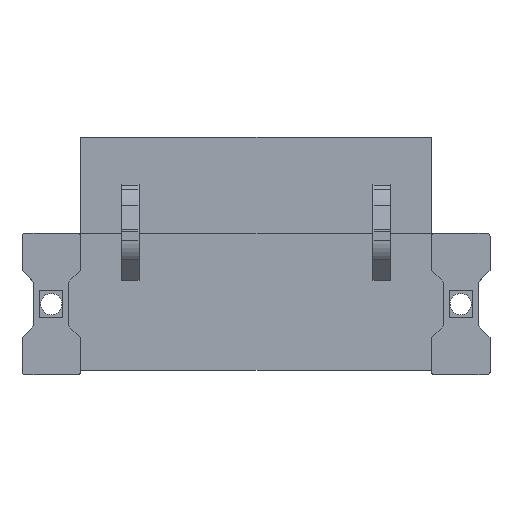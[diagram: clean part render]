
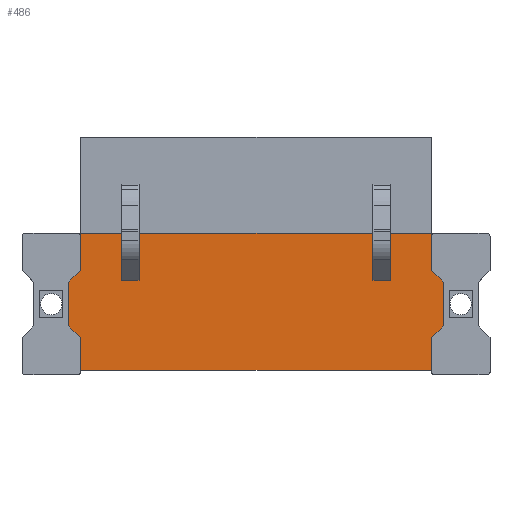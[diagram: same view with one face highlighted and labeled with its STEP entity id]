
A CAD part, top view. The second image highlights one B-rep face of the part: STEP entity #486.
In plain terms, the highlighted planar face has unit normal (0, 0, 1).
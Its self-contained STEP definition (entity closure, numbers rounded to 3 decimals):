
#320=AXIS2_PLACEMENT_3D('Plane Axis2P3D',#317,#318,#319) ;
#49=CARTESIAN_POINT('Vertex',(35.56,0.4,10.95)) ;
#52=CARTESIAN_POINT('Line Origine',(20.32,0.4,10.95)) ;
#56=CARTESIAN_POINT('Vertex',(5.08,0.4,10.95)) ;
#259=CARTESIAN_POINT('Line Origine',(5.08,12.175,10.95)) ;
#263=CARTESIAN_POINT('Vertex',(5.08,12.05,10.95)) ;
#265=CARTESIAN_POINT('Vertex',(5.08,12.3,10.95)) ;
#317=CARTESIAN_POINT('Axis2P3D Location',(5.08,0.4,10.95)) ;
#322=CARTESIAN_POINT('Line Origine',(5.08,10.57,10.95)) ;
#326=CARTESIAN_POINT('Vertex',(5.08,9.09,10.95)) ;
#329=CARTESIAN_POINT('Line Origine',(4.56,8.57,10.95)) ;
#333=CARTESIAN_POINT('Vertex',(4.04,8.05,10.95)) ;
#336=CARTESIAN_POINT('Line Origine',(4.04,6.15,10.95)) ;
#340=CARTESIAN_POINT('Vertex',(4.04,4.25,10.95)) ;
#343=CARTESIAN_POINT('Line Origine',(4.56,3.73,10.95)) ;
#347=CARTESIAN_POINT('Vertex',(5.08,3.21,10.95)) ;
#350=CARTESIAN_POINT('Line Origine',(5.08,1.805,10.95)) ;
#355=CARTESIAN_POINT('Line Origine',(35.56,1.805,10.95)) ;
#359=CARTESIAN_POINT('Vertex',(35.56,3.21,10.95)) ;
#362=CARTESIAN_POINT('Line Origine',(36.08,3.73,10.95)) ;
#366=CARTESIAN_POINT('Vertex',(36.6,4.25,10.95)) ;
#369=CARTESIAN_POINT('Line Origine',(36.6,6.15,10.95)) ;
#373=CARTESIAN_POINT('Vertex',(36.6,8.05,10.95)) ;
#376=CARTESIAN_POINT('Line Origine',(36.08,8.57,10.95)) ;
#380=CARTESIAN_POINT('Vertex',(35.56,9.09,10.95)) ;
#383=CARTESIAN_POINT('Line Origine',(35.56,10.57,10.95)) ;
#387=CARTESIAN_POINT('Vertex',(35.56,12.05,10.95)) ;
#390=CARTESIAN_POINT('Line Origine',(35.56,12.175,10.95)) ;
#394=CARTESIAN_POINT('Vertex',(35.56,12.3,10.95)) ;
#397=CARTESIAN_POINT('Line Origine',(20.32,12.3,10.95)) ;
#418=CARTESIAN_POINT('Line Origine',(31.23,12.269,10.95)) ;
#422=CARTESIAN_POINT('Vertex',(31.98,12.269,10.95)) ;
#424=CARTESIAN_POINT('Vertex',(30.48,12.269,10.95)) ;
#427=CARTESIAN_POINT('Line Origine',(31.98,10.234,10.95)) ;
#431=CARTESIAN_POINT('Vertex',(31.98,8.2,10.95)) ;
#434=CARTESIAN_POINT('Line Origine',(31.23,8.2,10.95)) ;
#438=CARTESIAN_POINT('Vertex',(30.48,8.2,10.95)) ;
#441=CARTESIAN_POINT('Line Origine',(30.48,10.234,10.95)) ;
#452=CARTESIAN_POINT('Line Origine',(10.16,10.234,10.95)) ;
#456=CARTESIAN_POINT('Vertex',(10.16,12.269,10.95)) ;
#458=CARTESIAN_POINT('Vertex',(10.16,8.2,10.95)) ;
#461=CARTESIAN_POINT('Line Origine',(9.41,8.2,10.95)) ;
#465=CARTESIAN_POINT('Vertex',(8.66,8.2,10.95)) ;
#468=CARTESIAN_POINT('Line Origine',(8.66,10.234,10.95)) ;
#472=CARTESIAN_POINT('Vertex',(8.66,12.269,10.95)) ;
#475=CARTESIAN_POINT('Line Origine',(9.41,12.269,10.95)) ;
#53=DIRECTION('Vector Direction',(1.,0.,0.)) ;
#260=DIRECTION('Vector Direction',(0.,1.,0.)) ;
#318=DIRECTION('Axis2P3D Direction',(0.,0.,1.)) ;
#319=DIRECTION('Axis2P3D XDirection',(1.,0.,0.)) ;
#323=DIRECTION('Vector Direction',(0.,1.,0.)) ;
#330=DIRECTION('Vector Direction',(-0.707,-0.707,0.)) ;
#337=DIRECTION('Vector Direction',(0.,-1.,0.)) ;
#344=DIRECTION('Vector Direction',(0.707,-0.707,0.)) ;
#351=DIRECTION('Vector Direction',(0.,1.,0.)) ;
#356=DIRECTION('Vector Direction',(0.,1.,0.)) ;
#363=DIRECTION('Vector Direction',(-0.707,-0.707,0.)) ;
#370=DIRECTION('Vector Direction',(0.,-1.,0.)) ;
#377=DIRECTION('Vector Direction',(0.707,-0.707,0.)) ;
#384=DIRECTION('Vector Direction',(0.,1.,0.)) ;
#391=DIRECTION('Vector Direction',(0.,1.,0.)) ;
#398=DIRECTION('Vector Direction',(1.,0.,0.)) ;
#419=DIRECTION('Vector Direction',(1.,0.,0.)) ;
#428=DIRECTION('Vector Direction',(0.,1.,0.)) ;
#435=DIRECTION('Vector Direction',(1.,0.,0.)) ;
#442=DIRECTION('Vector Direction',(0.,1.,0.)) ;
#453=DIRECTION('Vector Direction',(0.,1.,0.)) ;
#462=DIRECTION('Vector Direction',(1.,0.,0.)) ;
#469=DIRECTION('Vector Direction',(0.,1.,0.)) ;
#476=DIRECTION('Vector Direction',(1.,0.,0.)) ;
#54=VECTOR('Line Direction',#53,1.) ;
#261=VECTOR('Line Direction',#260,1.) ;
#324=VECTOR('Line Direction',#323,1.) ;
#331=VECTOR('Line Direction',#330,1.) ;
#338=VECTOR('Line Direction',#337,1.) ;
#345=VECTOR('Line Direction',#344,1.) ;
#352=VECTOR('Line Direction',#351,1.) ;
#357=VECTOR('Line Direction',#356,1.) ;
#364=VECTOR('Line Direction',#363,1.) ;
#371=VECTOR('Line Direction',#370,1.) ;
#378=VECTOR('Line Direction',#377,1.) ;
#385=VECTOR('Line Direction',#384,1.) ;
#392=VECTOR('Line Direction',#391,1.) ;
#399=VECTOR('Line Direction',#398,1.) ;
#420=VECTOR('Line Direction',#419,1.) ;
#429=VECTOR('Line Direction',#428,1.) ;
#436=VECTOR('Line Direction',#435,1.) ;
#443=VECTOR('Line Direction',#442,1.) ;
#454=VECTOR('Line Direction',#453,1.) ;
#463=VECTOR('Line Direction',#462,1.) ;
#470=VECTOR('Line Direction',#469,1.) ;
#477=VECTOR('Line Direction',#476,1.) ;
#403=ORIENTED_EDGE('',*,*,#267,.F.) ;
#404=ORIENTED_EDGE('',*,*,#328,.F.) ;
#405=ORIENTED_EDGE('',*,*,#335,.T.) ;
#406=ORIENTED_EDGE('',*,*,#342,.T.) ;
#407=ORIENTED_EDGE('',*,*,#349,.T.) ;
#408=ORIENTED_EDGE('',*,*,#354,.F.) ;
#409=ORIENTED_EDGE('',*,*,#58,.F.) ;
#410=ORIENTED_EDGE('',*,*,#361,.T.) ;
#411=ORIENTED_EDGE('',*,*,#368,.F.) ;
#412=ORIENTED_EDGE('',*,*,#375,.F.) ;
#413=ORIENTED_EDGE('',*,*,#382,.F.) ;
#414=ORIENTED_EDGE('',*,*,#389,.T.) ;
#415=ORIENTED_EDGE('',*,*,#396,.T.) ;
#416=ORIENTED_EDGE('',*,*,#401,.F.) ;
#447=ORIENTED_EDGE('',*,*,#426,.F.) ;
#448=ORIENTED_EDGE('',*,*,#433,.T.) ;
#449=ORIENTED_EDGE('',*,*,#440,.T.) ;
#450=ORIENTED_EDGE('',*,*,#445,.F.) ;
#481=ORIENTED_EDGE('',*,*,#460,.T.) ;
#482=ORIENTED_EDGE('',*,*,#467,.F.) ;
#483=ORIENTED_EDGE('',*,*,#474,.F.) ;
#484=ORIENTED_EDGE('',*,*,#479,.T.) ;
#451=FACE_BOUND('',#446,.T.) ;
#485=FACE_BOUND('',#480,.T.) ;
#486=ADVANCED_FACE('BLL5.08/06/90FI 3.2SN OR 1843790000',(#417,#451,#485),#321,.T.) ;
#58=EDGE_CURVE('',#50,#57,#55,.F.) ;
#267=EDGE_CURVE('',#264,#266,#262,.T.) ;
#328=EDGE_CURVE('',#327,#264,#325,.T.) ;
#335=EDGE_CURVE('',#327,#334,#332,.T.) ;
#342=EDGE_CURVE('',#334,#341,#339,.T.) ;
#349=EDGE_CURVE('',#341,#348,#346,.T.) ;
#354=EDGE_CURVE('',#57,#348,#353,.T.) ;
#361=EDGE_CURVE('',#50,#360,#358,.T.) ;
#368=EDGE_CURVE('',#367,#360,#365,.T.) ;
#375=EDGE_CURVE('',#374,#367,#372,.T.) ;
#382=EDGE_CURVE('',#381,#374,#379,.T.) ;
#389=EDGE_CURVE('',#381,#388,#386,.T.) ;
#396=EDGE_CURVE('',#388,#395,#393,.T.) ;
#401=EDGE_CURVE('',#266,#395,#400,.T.) ;
#426=EDGE_CURVE('',#423,#425,#421,.F.) ;
#433=EDGE_CURVE('',#423,#432,#430,.F.) ;
#440=EDGE_CURVE('',#432,#439,#437,.F.) ;
#445=EDGE_CURVE('',#425,#439,#444,.F.) ;
#460=EDGE_CURVE('',#457,#459,#455,.F.) ;
#467=EDGE_CURVE('',#466,#459,#464,.T.) ;
#474=EDGE_CURVE('',#473,#466,#471,.F.) ;
#479=EDGE_CURVE('',#473,#457,#478,.T.) ;
#402=EDGE_LOOP('',(#403,#404,#405,#406,#407,#408,#409,#410,#411,#412,#413,#414,#415,#416)) ;
#446=EDGE_LOOP('',(#447,#448,#449,#450)) ;
#480=EDGE_LOOP('',(#481,#482,#483,#484)) ;
#417=FACE_OUTER_BOUND('',#402,.T.) ;
#55=LINE('Line',#52,#54) ;
#262=LINE('Line',#259,#261) ;
#325=LINE('Line',#322,#324) ;
#332=LINE('Line',#329,#331) ;
#339=LINE('Line',#336,#338) ;
#346=LINE('Line',#343,#345) ;
#353=LINE('Line',#350,#352) ;
#358=LINE('Line',#355,#357) ;
#365=LINE('Line',#362,#364) ;
#372=LINE('Line',#369,#371) ;
#379=LINE('Line',#376,#378) ;
#386=LINE('Line',#383,#385) ;
#393=LINE('Line',#390,#392) ;
#400=LINE('Line',#397,#399) ;
#421=LINE('Line',#418,#420) ;
#430=LINE('Line',#427,#429) ;
#437=LINE('Line',#434,#436) ;
#444=LINE('Line',#441,#443) ;
#455=LINE('Line',#452,#454) ;
#464=LINE('Line',#461,#463) ;
#471=LINE('Line',#468,#470) ;
#478=LINE('Line',#475,#477) ;
#321=PLANE('',#320) ;
#50=VERTEX_POINT('',#49) ;
#57=VERTEX_POINT('',#56) ;
#264=VERTEX_POINT('',#263) ;
#266=VERTEX_POINT('',#265) ;
#327=VERTEX_POINT('',#326) ;
#334=VERTEX_POINT('',#333) ;
#341=VERTEX_POINT('',#340) ;
#348=VERTEX_POINT('',#347) ;
#360=VERTEX_POINT('',#359) ;
#367=VERTEX_POINT('',#366) ;
#374=VERTEX_POINT('',#373) ;
#381=VERTEX_POINT('',#380) ;
#388=VERTEX_POINT('',#387) ;
#395=VERTEX_POINT('',#394) ;
#423=VERTEX_POINT('',#422) ;
#425=VERTEX_POINT('',#424) ;
#432=VERTEX_POINT('',#431) ;
#439=VERTEX_POINT('',#438) ;
#457=VERTEX_POINT('',#456) ;
#459=VERTEX_POINT('',#458) ;
#466=VERTEX_POINT('',#465) ;
#473=VERTEX_POINT('',#472) ;
